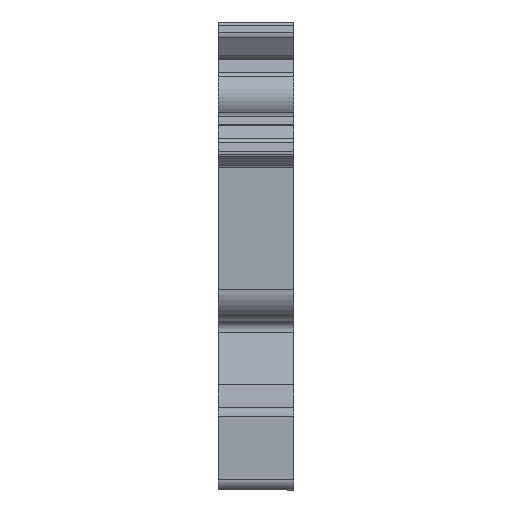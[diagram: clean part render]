
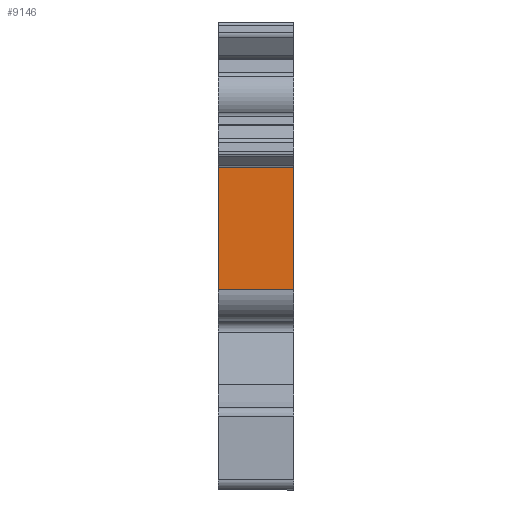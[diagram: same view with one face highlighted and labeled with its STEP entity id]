
A CAD part, front view. The second image highlights one B-rep face of the part: STEP entity #9146.
In plain terms, the highlighted planar face has unit normal (0, -1, 0).
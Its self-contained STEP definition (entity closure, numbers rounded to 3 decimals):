
#1159 = VERTEX_POINT ( 'NONE', #8072 ) ;
#1231 = VECTOR ( 'NONE', #4125, 1000. ) ;
#1440 = ORIENTED_EDGE ( 'NONE', *, *, #8173, .F. ) ;
#1656 = EDGE_LOOP ( 'NONE', ( #5714, #1440, #2408, #7498 ) ) ;
#1940 = VECTOR ( 'NONE', #5931, 1000. ) ;
#1950 = LINE ( 'NONE', #9343, #5338 ) ;
#2408 = ORIENTED_EDGE ( 'NONE', *, *, #2957, .F. ) ;
#2458 = VERTEX_POINT ( 'NONE', #4687 ) ;
#2595 = VERTEX_POINT ( 'NONE', #5067 ) ;
#2957 = EDGE_CURVE ( 'NONE', #2458, #3576, #8623, .T. ) ;
#3357 = CARTESIAN_POINT ( 'NONE',  ( 6., -59.127, 8.443 ) ) ;
#3435 = VECTOR ( 'NONE', #7133, 1000. ) ;
#3576 = VERTEX_POINT ( 'NONE', #4335 ) ;
#4125 = DIRECTION ( 'NONE',  ( -1., 0., 0. ) ) ;
#4335 = CARTESIAN_POINT ( 'NONE',  ( 0., -59.127, 8.443 ) ) ;
#4580 = CARTESIAN_POINT ( 'NONE',  ( 6., -59.127, 18.197 ) ) ;
#4687 = CARTESIAN_POINT ( 'NONE',  ( 6., -59.127, 8.443 ) ) ;
#4948 = LINE ( 'NONE', #7035, #3435 ) ;
#5067 = CARTESIAN_POINT ( 'NONE',  ( 0., -59.127, 18.197 ) ) ;
#5338 = VECTOR ( 'NONE', #5573, 1000. ) ;
#5573 = DIRECTION ( 'NONE',  ( 0., 0., 1. ) ) ;
#5714 = ORIENTED_EDGE ( 'NONE', *, *, #7577, .T. ) ;
#5919 = DIRECTION ( 'NONE',  ( -1., 0., 0. ) ) ;
#5931 = DIRECTION ( 'NONE',  ( -1., 0., 0. ) ) ;
#6139 = AXIS2_PLACEMENT_3D ( 'NONE', #8962, #7383, #5919 ) ;
#6738 = EDGE_CURVE ( 'NONE', #2458, #1159, #4948, .T. ) ;
#6745 = FACE_OUTER_BOUND ( 'NONE', #1656, .T. ) ;
#7035 = CARTESIAN_POINT ( 'NONE',  ( 6., -59.127, 8.443 ) ) ;
#7133 = DIRECTION ( 'NONE',  ( 0., 0., 1. ) ) ;
#7383 = DIRECTION ( 'NONE',  ( 0., -1., 0. ) ) ;
#7440 = LINE ( 'NONE', #4580, #1940 ) ;
#7498 = ORIENTED_EDGE ( 'NONE', *, *, #6738, .T. ) ;
#7577 = EDGE_CURVE ( 'NONE', #1159, #2595, #7440, .T. ) ;
#8072 = CARTESIAN_POINT ( 'NONE',  ( 6., -59.127, 18.197 ) ) ;
#8173 = EDGE_CURVE ( 'NONE', #3576, #2595, #1950, .T. ) ;
#8623 = LINE ( 'NONE', #3357, #1231 ) ;
#8823 = PLANE ( 'NONE',  #6139 ) ;
#8962 = CARTESIAN_POINT ( 'NONE',  ( 6., -59.127, 8.443 ) ) ;
#9146 = ADVANCED_FACE ( 'NONE', ( #6745 ), #8823, .T. ) ;
#9343 = CARTESIAN_POINT ( 'NONE',  ( 0., -59.127, 8.443 ) ) ;
